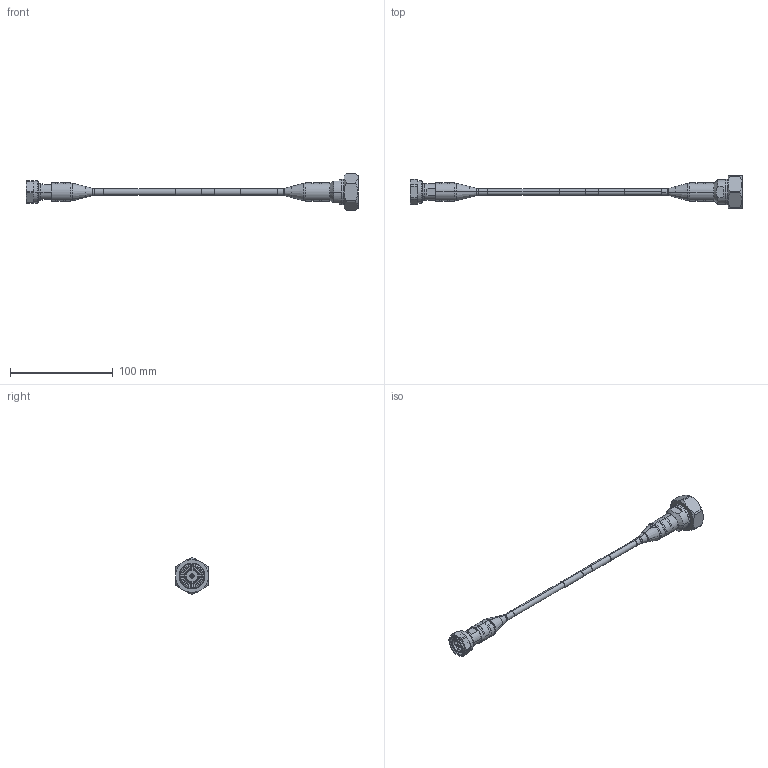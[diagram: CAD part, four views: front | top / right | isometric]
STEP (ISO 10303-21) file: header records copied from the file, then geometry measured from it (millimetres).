
FILE_DESCRIPTION (( 'STEP AP214' ), '1' );
FILE_NAME ('FMCA100104_3D.step', '2024-08-16T20:01:41', ( '' ), ( '' ), 'SwSTEP 2.0', 'SolidWorks 2022', '' );
FILE_SCHEMA (( 'AUTOMOTIVE_DESIGN' ));
Length unit declared in the file: inch
Products named in the file (6): TCP-240-4310MC-LP; TCOM-240-FR^FMCA100104_LABEL+PE PIM; Heat Shrink^FMCA100104_1" Long; FMCA100104_3D; Heat Shrink^FMCA100104; TCP-240-716MC-LP
Assembly tree (5 placements, depth 2):
  FMCA100104_3D
    TCOM-240-FR^FMCA100104_LABEL+PE PIM
    TCP-240-4310MC-LP
    TCP-240-716MC-LP
    Heat Shrink^FMCA100104_1" Long
    Heat Shrink^FMCA100104
Bounding box: 322.72 x 31.95 x 36 mm (x, y, z)
Volume: 38602.8 mm3; surface area: 27717.3 mm2
Topology: 5 solids, 5 shells, 336 faces, 719 edges, 432 vertices
Faces by surface type: cylinder 131, cone 86, plane 73, torus 46
Entity records: 9857 total; most frequent: CARTESIAN_POINT 1969, DIRECTION 1771, ORIENTED_EDGE 1438, AXIS2_PLACEMENT_3D 762, EDGE_CURVE 719, VERTEX_POINT 432, CIRCLE 418, EDGE_LOOP 379
